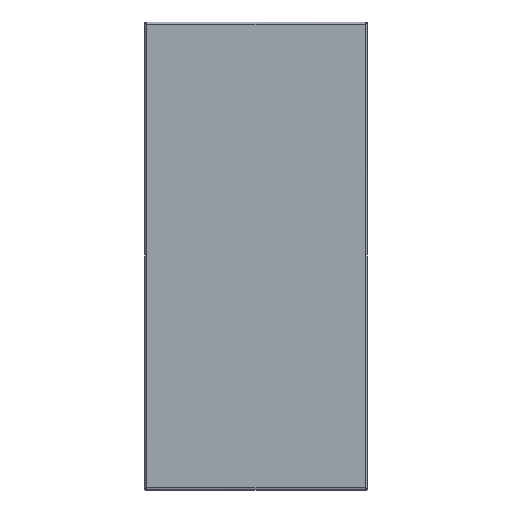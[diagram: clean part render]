
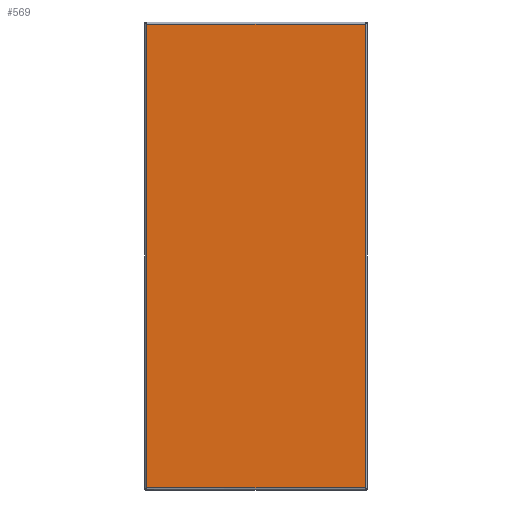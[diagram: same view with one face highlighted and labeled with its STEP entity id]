
A CAD part, front view. The second image highlights one B-rep face of the part: STEP entity #569.
In plain terms, the highlighted planar face has unit normal (0, -1, 0).
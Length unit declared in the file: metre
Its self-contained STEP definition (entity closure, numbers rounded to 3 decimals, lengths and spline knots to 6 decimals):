
#83=FACE_OUTER_BOUND('',#121,.T.);
#121=EDGE_LOOP('',(#503,#504,#505,#506));
#133=LINE('',#777,#193);
#149=LINE('',#885,#209);
#163=LINE('',#988,#223);
#170=LINE('',#1077,#230);
#193=VECTOR('',#644,0.01);
#209=VECTOR('',#674,0.01);
#223=VECTOR('',#702,0.01);
#230=VECTOR('',#717,0.01);
#252=VERTEX_POINT('',#770);
#253=VERTEX_POINT('',#776);
#264=VERTEX_POINT('',#879);
#272=VERTEX_POINT('',#982);
#294=EDGE_CURVE('',#253,#252,#133,.T.);
#314=EDGE_CURVE('',#252,#264,#149,.T.);
#332=EDGE_CURVE('',#264,#272,#163,.T.);
#343=EDGE_CURVE('',#272,#253,#170,.T.);
#503=ORIENTED_EDGE('',*,*,#294,.T.);
#504=ORIENTED_EDGE('',*,*,#314,.T.);
#505=ORIENTED_EDGE('',*,*,#332,.T.);
#506=ORIENTED_EDGE('',*,*,#343,.T.);
#531=PLANE('',#622);
#569=ADVANCED_FACE('',(#83),#531,.F.);
#622=AXIS2_PLACEMENT_3D('',#1171,#742,#743);
#644=DIRECTION('',(0.,0.,1.));
#674=DIRECTION('',(-1.,0.,0.));
#702=DIRECTION('',(0.,0.,-1.));
#717=DIRECTION('',(1.,0.,0.));
#742=DIRECTION('center_axis',(0.,1.,0.));
#743=DIRECTION('ref_axis',(0.,0.,1.));
#770=CARTESIAN_POINT('',(0.1865,-0.5,0.3965));
#776=CARTESIAN_POINT('',(0.1865,-0.5,-0.3965));
#777=CARTESIAN_POINT('',(0.1865,-0.5,-0.19825));
#879=CARTESIAN_POINT('',(-0.1865,-0.5,0.3965));
#885=CARTESIAN_POINT('',(0.09325,-0.5,0.3965));
#982=CARTESIAN_POINT('',(-0.1865,-0.5,-0.3965));
#988=CARTESIAN_POINT('',(-0.1865,-0.5,0.19825));
#1077=CARTESIAN_POINT('',(-0.09325,-0.5,-0.3965));
#1171=CARTESIAN_POINT('Origin',(0.,-0.5,0.));
